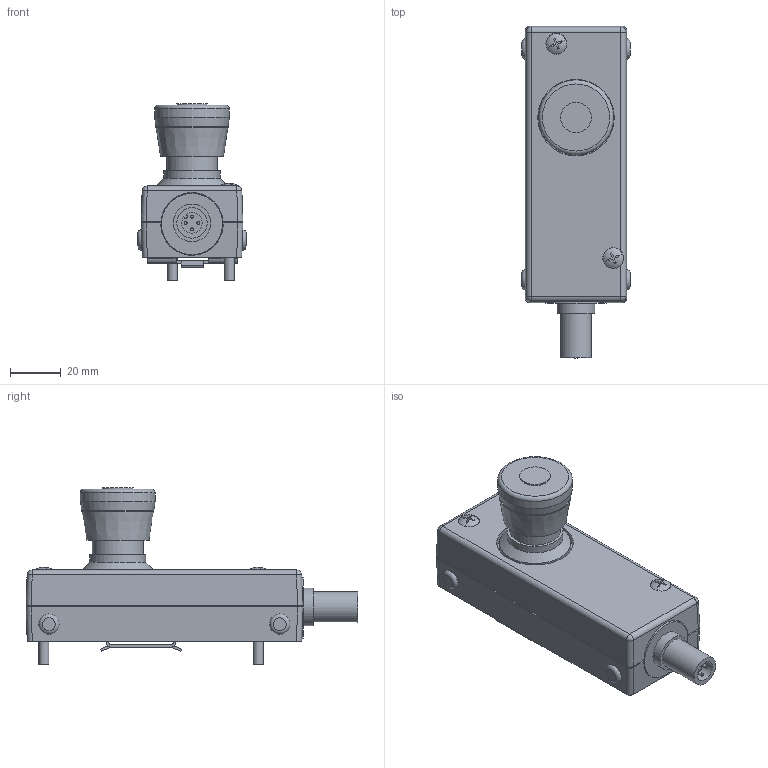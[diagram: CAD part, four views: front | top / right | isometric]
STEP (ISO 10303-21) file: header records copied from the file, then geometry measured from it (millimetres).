
FILE_DESCRIPTION(/* description */ ('Alibre Inc.'),/* implementation_level */ '2;1');
FILE_NAME(/* name */ 'export0',/* time_stamp */ '2015-03-13T10:58:44+01:00',/* author */ (''),/* organization */ (''),/* preprocessor_version */ 'ST-DEVELOPER v14',/* originating_system */ 'Alibre',/* authorisation */ '');
FILE_SCHEMA (('AUTOMOTIVE_DESIGN'));
Length unit declared in the file: centimetre
Products named in the file (9): BÜLTE | M4x5
Bounding box: 42.7 x 130.3 x 69.28 mm (x, y, z)
Volume: 129922.3 mm3; surface area: 38796.3 mm2
Topology: 9 solids, 9 shells, 210 faces, 513 edges, 329 vertices
Faces by surface type: plane 128, cylinder 61, sphere 8, torus 5, cone 4, bspline 4
Full cylindrical faces by diameter (mm): 1.2 x4, 4 x2, 4.2 x4, 6.5 x3, 8.2 x2, 12 x2, 14.75 x1, 20 x1, 22 x1, 24 x1, 27.269 x1, 28 x1, 29.34 x1, 30 x1
Entity records: 5354 total; most frequent: CARTESIAN_POINT 953, ORIENTED_EDGE 834, DIRECTION 794, EDGE_CURVE 417, AXIS2_PLACEMENT_3D 345, VERTEX_POINT 288, EDGE_LOOP 257, FACE_BOUND 257
